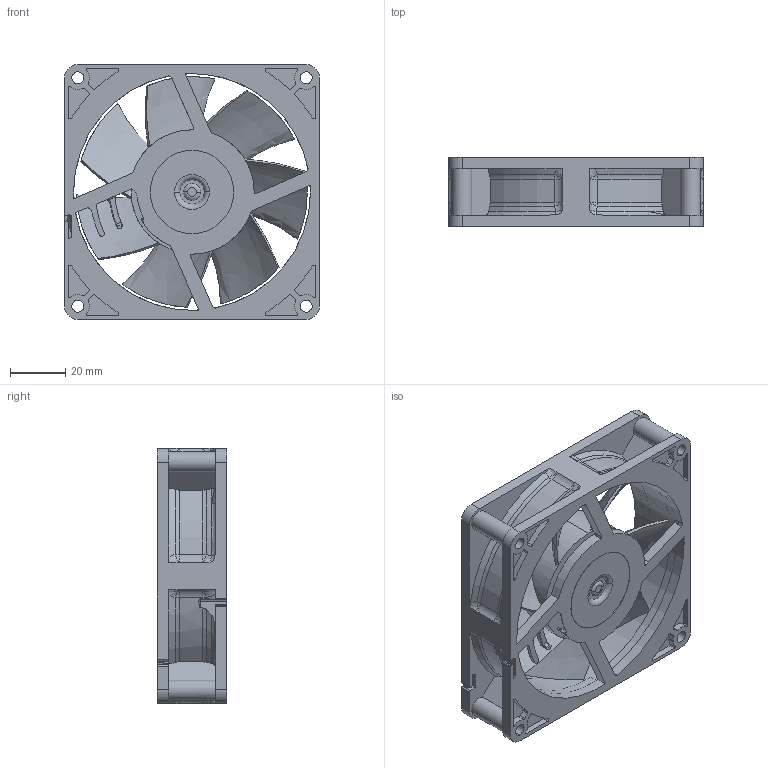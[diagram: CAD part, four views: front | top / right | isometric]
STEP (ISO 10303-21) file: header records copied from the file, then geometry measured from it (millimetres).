
FILE_DESCRIPTION((''),'2;1');
FILE_NAME('AUB0912HJ-00_ASM','2022-02-25T14:43:08',('CHENGXUAN.YU'),(''),'CREO PARAMETRIC BY PTC INC, 2018400','CREO PARAMETRIC BY PTC INC, 2018400','');
FILE_SCHEMA(('CONFIG_CONTROL_DESIGN'));
Length unit declared in the file: millimetre
Products named in the file (4): A9225-FRAME_1; IMP_1; ASM0011_ASM_1_ASM; AUB0912HJ-00_ASM
Assembly tree (3 placements, depth 3):
  AUB0912HJ-00_ASM
    ASM0011_ASM_1_ASM
      A9225-FRAME_1
      IMP_1
Bounding box: 92 x 25 x 92 mm (x, y, z)
Volume: 73200.7 mm3; surface area: 51867.3 mm2
Topology: 2 solids, 7 shells, 503 faces, 1418 edges, 947 vertices
Faces by surface type: cylinder 197, plane 141, bspline 77, torus 50, cone 38
Entity records: 22396 total; most frequent: CARTESIAN_POINT 9642, ORIENTED_EDGE 2836, DIRECTION 2501, EDGE_CURVE 1418, AXIS2_PLACEMENT_3D 1000, VERTEX_POINT 947, CIRCLE 565, EDGE_LOOP 539
